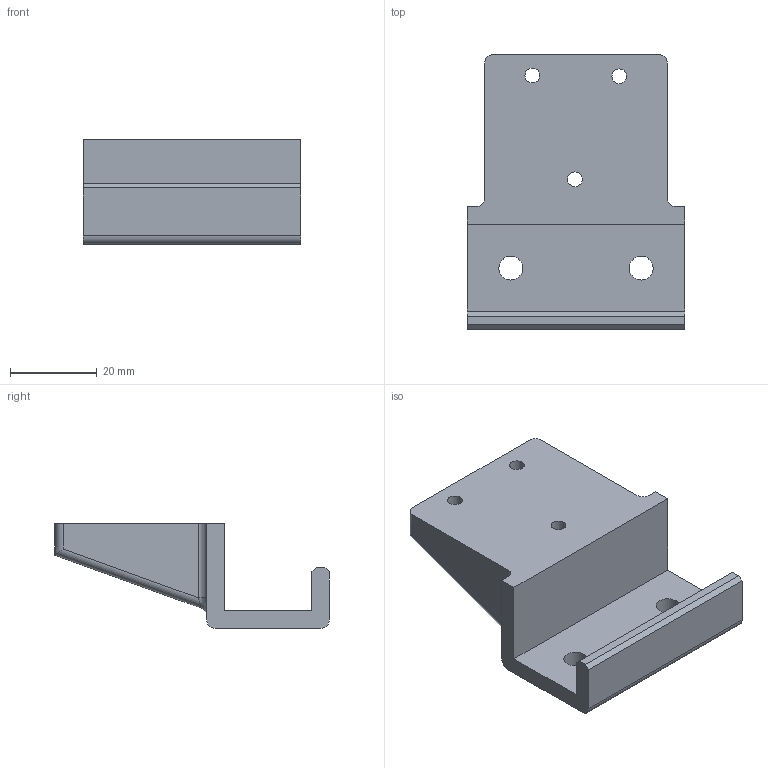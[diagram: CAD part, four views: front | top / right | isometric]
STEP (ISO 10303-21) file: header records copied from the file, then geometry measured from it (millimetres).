
FILE_DESCRIPTION(/* description */ (''),/* implementation_level */ '2;1');
FILE_NAME(/* name */ 'Optical Camera 8020 Bracket.stp',/* time_stamp */ '2026-02-05T12:51:06-05:00',/* author */ ('mumin'),/* organization */ (''),/* preprocessor_version */ 'ST-DEVELOPER v20.1',/* originating_system */ 'Autodesk Inventor 2026',/* authorisation */ '');
FILE_SCHEMA (('AUTOMOTIVE_DESIGN { 1 0 10303 214 3 1 1 }'));
Length unit declared in the file: millimetre
Products named in the file (1): Optical Camera 8020 Bracket
Bounding box: 50 x 63.2 x 24.1 mm (x, y, z)
Volume: 23929.3 mm3; surface area: 10806.4 mm2
Topology: 1 solids, 1 shells, 43 faces, 111 edges, 70 vertices
Faces by surface type: plane 20, cylinder 19, bspline 4
Full cylindrical faces by diameter (mm): 3.4 x3, 5.5 x2
Entity records: 1456 total; most frequent: CARTESIAN_POINT 321, DIRECTION 231, ORIENTED_EDGE 222, EDGE_CURVE 111, AXIS2_PLACEMENT_3D 80, LINE 71, VECTOR 71, VERTEX_POINT 70
